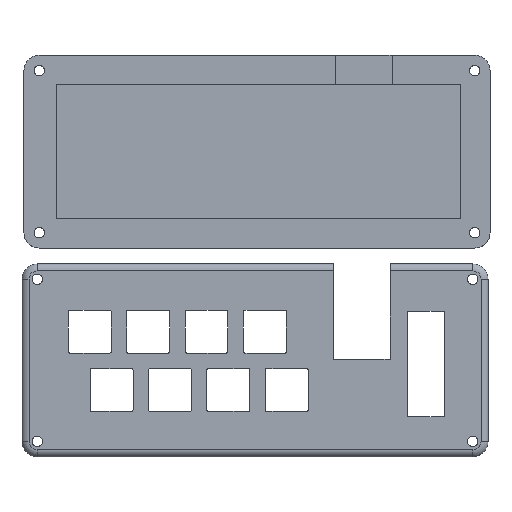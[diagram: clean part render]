
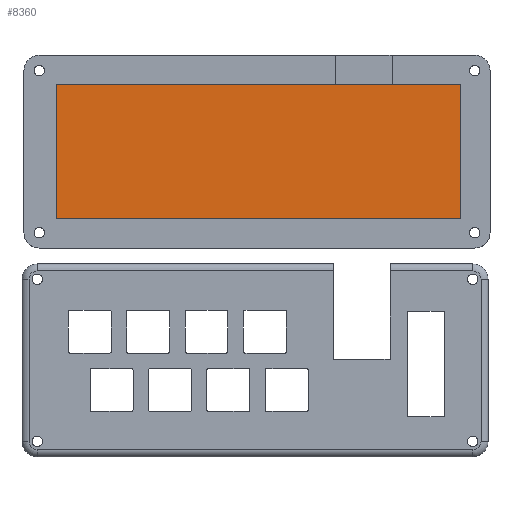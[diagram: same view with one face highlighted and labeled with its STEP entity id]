
A CAD part, top view. The second image highlights one B-rep face of the part: STEP entity #8360.
In plain terms, the highlighted planar face has unit normal (0, 0, 1).
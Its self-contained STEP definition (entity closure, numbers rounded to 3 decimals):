
#873=PLANE('',#8866);
#1029=FACE_OUTER_BOUND('',#1499,.T.);
#1499=EDGE_LOOP('',(#5745,#5746,#5747,#5748));
#2040=LINE('',#10605,#2723);
#2042=LINE('',#10609,#2725);
#2043=LINE('',#10611,#2726);
#2044=LINE('',#10612,#2727);
#2723=VECTOR('',#9255,10.);
#2725=VECTOR('',#9259,10.);
#2726=VECTOR('',#9260,10.);
#2727=VECTOR('',#9261,10.);
#3520=VERTEX_POINT('',#10602);
#3521=VERTEX_POINT('',#10604);
#3522=VERTEX_POINT('',#10608);
#3523=VERTEX_POINT('',#10610);
#4406=EDGE_CURVE('',#3520,#3521,#2040,.T.);
#4408=EDGE_CURVE('',#3522,#3520,#2042,.T.);
#4409=EDGE_CURVE('',#3523,#3522,#2043,.T.);
#4410=EDGE_CURVE('',#3521,#3523,#2044,.T.);
#5745=ORIENTED_EDGE('',*,*,#4408,.F.);
#5746=ORIENTED_EDGE('',*,*,#4409,.F.);
#5747=ORIENTED_EDGE('',*,*,#4410,.F.);
#5748=ORIENTED_EDGE('',*,*,#4406,.F.);
#8360=ADVANCED_FACE('',(#1029),#873,.T.);
#8866=AXIS2_PLACEMENT_3D('',#10607,#9257,#9258);
#9255=DIRECTION('',(1.,0.,0.));
#9257=DIRECTION('center_axis',(0.,0.,1.));
#9258=DIRECTION('ref_axis',(1.,0.,0.));
#9259=DIRECTION('',(0.,1.,0.));
#9260=DIRECTION('',(-1.,0.,0.));
#9261=DIRECTION('',(0.,-1.,0.));
#10602=CARTESIAN_POINT('',(-81.392,39.863,3.));
#10604=CARTESIAN_POINT('',(50.577,39.863,3.));
#10605=CARTESIAN_POINT('',(-48.4,39.863,3.));
#10607=CARTESIAN_POINT('Origin',(-15.407,17.931,3.));
#10608=CARTESIAN_POINT('',(-81.392,-4.,3.));
#10609=CARTESIAN_POINT('',(-81.392,6.966,3.));
#10610=CARTESIAN_POINT('',(50.577,-4.,3.));
#10611=CARTESIAN_POINT('',(17.585,-4.,3.));
#10612=CARTESIAN_POINT('',(50.577,28.897,3.));
